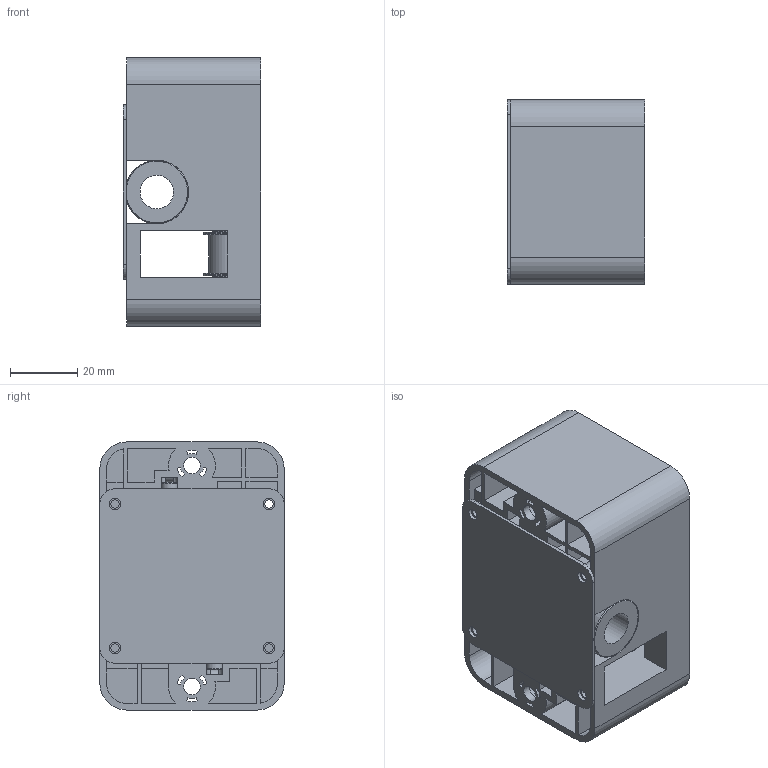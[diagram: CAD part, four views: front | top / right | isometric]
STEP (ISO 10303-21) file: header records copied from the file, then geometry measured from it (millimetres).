
FILE_DESCRIPTION(/* description */ (''),/* implementation_level */ '2;1');
FILE_NAME(/* name */ 'X-固定件.stp',/* time_stamp */ '2025-06-27T15:07:15+08:00',/* author */ (''),/* organization */ (''),/* preprocessor_version */ 'ST-DEVELOPER v16.7',/* originating_system */ 'SIEMENS PLM Software NX 12.0',/* authorisation */ '');
FILE_SCHEMA (('AUTOMOTIVE_DESIGN { 1 0 10303 214 3 1 1 1 }'));
Length unit declared in the file: millimetre
Products named in the file (1): Admi0700BA6Ci6h7
Bounding box: 41 x 55 x 80 mm (x, y, z)
Volume: 70134.6 mm3; surface area: 71699.6 mm2
Topology: 11 solids, 11 shells, 393 faces, 1014 edges, 677 vertices
Faces by surface type: plane 266, cylinder 109, cone 10, torus 8
Full cylindrical faces by diameter (mm): 2.5 x4, 3.5 x4, 5 x8, 6.5 x2, 10 x9, 11 x4, 12 x2, 15 x4, 18 x2, 19 x3
Entity records: 11839 total; most frequent: CARTESIAN_POINT 2157, DIRECTION 1961, ORIENTED_EDGE 1866, EDGE_CURVE 933, LINE 673, VECTOR 673, VERTEX_POINT 656, AXIS2_PLACEMENT_3D 644
